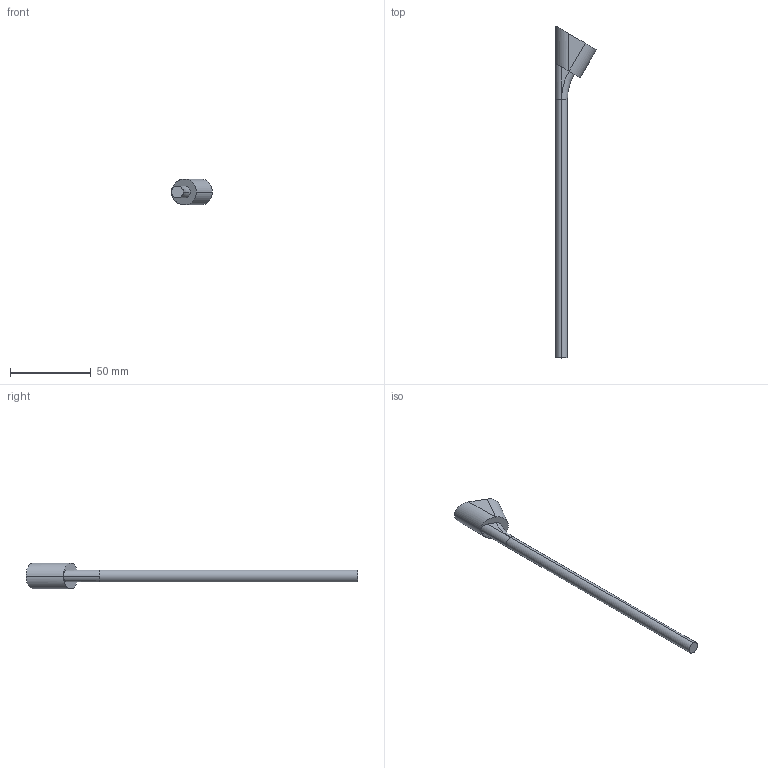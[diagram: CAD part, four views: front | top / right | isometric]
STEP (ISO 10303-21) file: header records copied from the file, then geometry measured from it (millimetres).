
FILE_DESCRIPTION (( 'STEP AP203' ), '1' );
FILE_NAME ('FDM Subtraction Volume for VMS 60deg BCCK Modified Tandem.STEP', '2023-10-05T21:51:42', ( '' ), ( '' ), 'SwSTEP 2.0', 'SolidWorks 2018', '' );
FILE_SCHEMA (( 'CONFIG_CONTROL_DESIGN' ));
Length unit declared in the file: millimetre
Products named in the file (1): FDM Subtraction Volume for VMS 60deg BCCK Modified Tandem
Bounding box: 25.27 x 205.41 x 16 mm (x, y, z)
Volume: 14050.2 mm3; surface area: 6095.9 mm2
Topology: 1 solids, 1 shells, 17 faces, 40 edges, 24 vertices
Faces by surface type: cylinder 8, plane 7, torus 2
Entity records: 548 total; most frequent: CARTESIAN_POINT 97, DIRECTION 83, ORIENTED_EDGE 76, EDGE_CURVE 38, AXIS2_PLACEMENT_3D 33, VERTEX_POINT 23, LINE 17, ADVANCED_FACE 17
